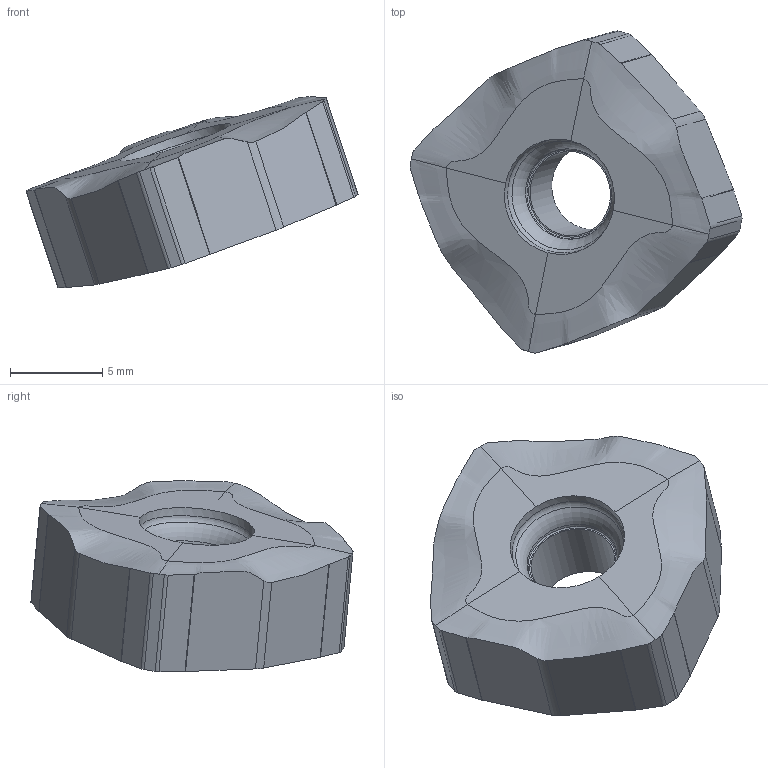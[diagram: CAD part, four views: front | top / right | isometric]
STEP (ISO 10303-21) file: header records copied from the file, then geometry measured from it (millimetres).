
FILE_DESCRIPTION(/* description */ (''),/* implementation_level */ '2;1');
FILE_NAME(/* name */ 'aaa328434_a.stp',/* time_stamp */ '2019-03-22T13:32:39+01:00',/* author */ (''),/* organization */ ('SMS'),/* preprocessor_version */ 'ST-DEVELOPER v15',/* originating_system */ 'SIEMENS PLM Software NX 8.5',/* authorisation */ '');
FILE_SCHEMA (('AUTOMOTIVE_DESIGN { 1 0 10303 214 3 1 1 1 }'));
Length unit declared in the file: millimetre
Products named in the file (1): AAA328434_A
Bounding box: 18.03 x 17.49 x 10.39 mm (x, y, z)
Volume: 976.4 mm3; surface area: 711.4 mm2
Topology: 1 solids, 1 shells, 56 faces, 176 edges, 124 vertices
Faces by surface type: plane 26, cylinder 21, bspline 4, torus 3, cone 2
Full cylindrical faces by diameter (mm): 4.6 x1
Entity records: 5656 total; most frequent: CARTESIAN_POINT 4187, ORIENTED_EDGE 334, DIRECTION 236, EDGE_CURVE 167, VERTEX_POINT 119, AXIS2_PLACEMENT_3D 86, B_SPLINE_CURVE_WITH_KNOTS 73, EDGE_LOOP 64
